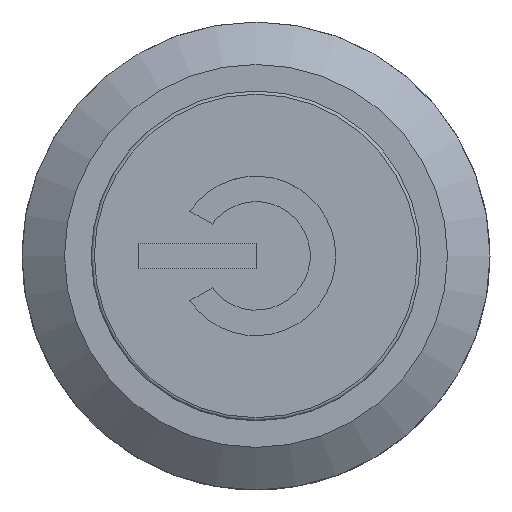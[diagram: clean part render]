
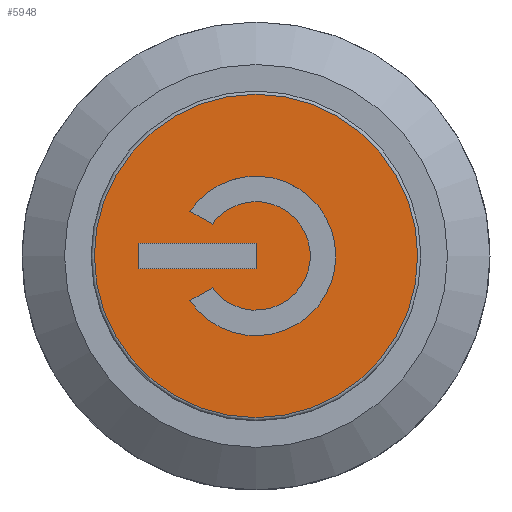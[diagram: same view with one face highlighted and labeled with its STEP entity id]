
A CAD part, top view. The second image highlights one B-rep face of the part: STEP entity #5948.
In plain terms, the highlighted planar face has unit normal (0, 0, 1).
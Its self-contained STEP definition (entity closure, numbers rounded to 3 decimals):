
#356=PLANE('',#6376);
#401=FACE_BOUND('',#1037,.T.);
#402=FACE_BOUND('',#1038,.T.);
#695=FACE_OUTER_BOUND('',#1036,.T.);
#1036=EDGE_LOOP('',(#5528,#5529));
#1037=EDGE_LOOP('',(#5530,#5531,#5532,#5533));
#1038=EDGE_LOOP('',(#5534,#5535,#5536,#5537));
#1631=LINE('',#10092,#2237);
#1635=LINE('',#10104,#2241);
#1639=LINE('',#10117,#2245);
#1642=LINE('',#10123,#2248);
#1645=LINE('',#10129,#2251);
#1648=LINE('',#10133,#2254);
#2237=VECTOR('',#7734,1.205);
#2241=VECTOR('',#7746,1.205);
#2245=VECTOR('',#7760,5.5);
#2248=VECTOR('',#7765,1.2);
#2251=VECTOR('',#7770,5.5);
#2254=VECTOR('',#7775,1.2);
#2410=CIRCLE('',#6359,3.75);
#2412=CIRCLE('',#6363,2.55);
#2416=CIRCLE('',#6374,7.6);
#2417=CIRCLE('',#6375,7.6);
#2968=VERTEX_POINT('',#10089);
#2969=VERTEX_POINT('',#10091);
#2971=VERTEX_POINT('',#10097);
#2973=VERTEX_POINT('',#10103);
#2976=VERTEX_POINT('',#10114);
#2977=VERTEX_POINT('',#10116);
#2979=VERTEX_POINT('',#10122);
#2981=VERTEX_POINT('',#10128);
#2984=VERTEX_POINT('',#10140);
#2985=VERTEX_POINT('',#10142);
#3815=EDGE_CURVE('',#2969,#2968,#1631,.T.);
#3818=EDGE_CURVE('',#2971,#2969,#2410,.T.);
#3821=EDGE_CURVE('',#2973,#2971,#1635,.T.);
#3824=EDGE_CURVE('',#2968,#2973,#2412,.T.);
#3827=EDGE_CURVE('',#2977,#2976,#1639,.T.);
#3830=EDGE_CURVE('',#2979,#2977,#1642,.T.);
#3833=EDGE_CURVE('',#2981,#2979,#1645,.T.);
#3836=EDGE_CURVE('',#2976,#2981,#1648,.T.);
#3840=EDGE_CURVE('',#2984,#2985,#2416,.T.);
#3841=EDGE_CURVE('',#2985,#2984,#2417,.T.);
#5528=ORIENTED_EDGE('',*,*,#3841,.F.);
#5529=ORIENTED_EDGE('',*,*,#3840,.F.);
#5530=ORIENTED_EDGE('',*,*,#3815,.T.);
#5531=ORIENTED_EDGE('',*,*,#3824,.T.);
#5532=ORIENTED_EDGE('',*,*,#3821,.T.);
#5533=ORIENTED_EDGE('',*,*,#3818,.T.);
#5534=ORIENTED_EDGE('',*,*,#3827,.T.);
#5535=ORIENTED_EDGE('',*,*,#3836,.T.);
#5536=ORIENTED_EDGE('',*,*,#3833,.T.);
#5537=ORIENTED_EDGE('',*,*,#3830,.T.);
#5948=ADVANCED_FACE('',(#695,#401,#402),#356,.F.);
#6359=AXIS2_PLACEMENT_3D('',#10098,#7740,#7741);
#6363=AXIS2_PLACEMENT_3D('',#10108,#7752,#7753);
#6374=AXIS2_PLACEMENT_3D('',#10143,#7786,#7787);
#6375=AXIS2_PLACEMENT_3D('',#10144,#7788,#7789);
#6376=AXIS2_PLACEMENT_3D('',#10145,#7790,#7791);
#7734=DIRECTION('',(0.866,0.5,0.));
#7740=DIRECTION('center_axis',(0.,0.,-1.));
#7741=DIRECTION('ref_axis',(-0.828,-0.561,0.));
#7746=DIRECTION('',(-0.866,0.5,0.));
#7752=DIRECTION('center_axis',(0.,0.,1.));
#7753=DIRECTION('ref_axis',(0.809,0.588,0.));
#7760=DIRECTION('',(-1.,0.,0.));
#7765=DIRECTION('',(0.,-1.,0.));
#7770=DIRECTION('',(1.,0.,0.));
#7775=DIRECTION('',(0.,1.,0.));
#7786=DIRECTION('center_axis',(0.,0.,-1.));
#7787=DIRECTION('ref_axis',(0.,-1.,0.));
#7788=DIRECTION('center_axis',(0.,0.,-1.));
#7789=DIRECTION('ref_axis',(0.,-1.,0.));
#7790=DIRECTION('center_axis',(0.,0.,-1.));
#7791=DIRECTION('ref_axis',(-1.,0.,0.));
#10089=CARTESIAN_POINT('',(-2.062,-1.5,2.));
#10091=CARTESIAN_POINT('',(-3.105,-2.102,2.));
#10092=CARTESIAN_POINT('',(-3.105,-2.102,2.));
#10097=CARTESIAN_POINT('',(-3.105,2.102,2.));
#10098=CARTESIAN_POINT('Origin',(0.,0.,2.));
#10103=CARTESIAN_POINT('',(-2.062,1.5,2.));
#10104=CARTESIAN_POINT('',(-2.062,1.5,2.));
#10108=CARTESIAN_POINT('Origin',(0.,0.,2.));
#10114=CARTESIAN_POINT('',(-5.5,-0.6,2.));
#10116=CARTESIAN_POINT('',(0.,-0.6,2.));
#10117=CARTESIAN_POINT('',(0.,-0.6,2.));
#10122=CARTESIAN_POINT('',(0.,0.6,2.));
#10123=CARTESIAN_POINT('',(0.,0.6,2.));
#10128=CARTESIAN_POINT('',(-5.5,0.6,2.));
#10129=CARTESIAN_POINT('',(-5.5,0.6,2.));
#10133=CARTESIAN_POINT('',(-5.5,-0.6,2.));
#10140=CARTESIAN_POINT('',(7.6,0.,2.));
#10142=CARTESIAN_POINT('',(0.,7.6,2.));
#10143=CARTESIAN_POINT('Origin',(0.,0.,2.));
#10144=CARTESIAN_POINT('Origin',(0.,0.,2.));
#10145=CARTESIAN_POINT('Origin',(8.36,8.36,2.));
